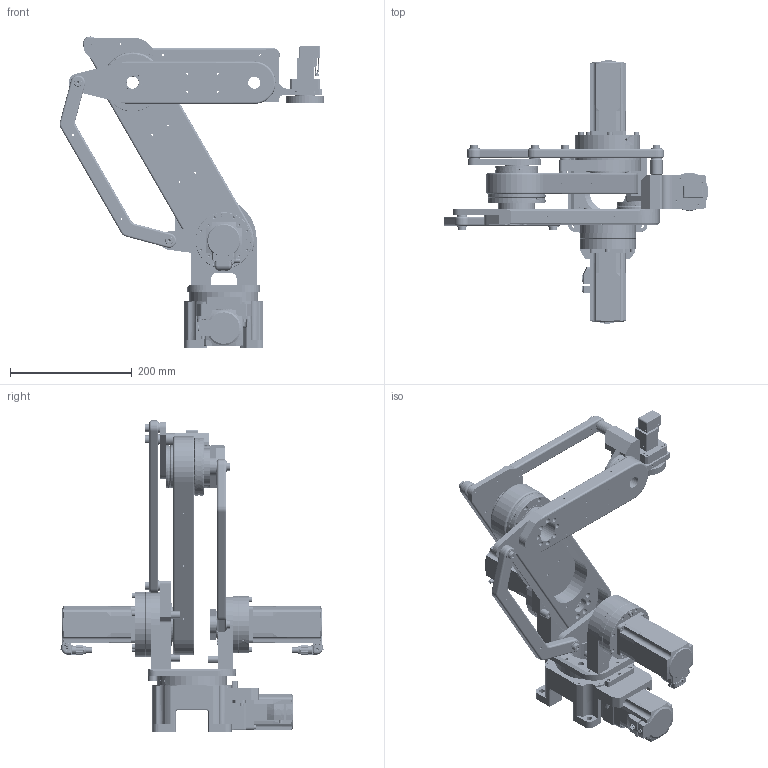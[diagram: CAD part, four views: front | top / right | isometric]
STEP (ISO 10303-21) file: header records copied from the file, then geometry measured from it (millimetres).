
FILE_DESCRIPTION (( 'STEP AP214' ), '1' );
FILE_NAME ('_____4axisGen2_230417(300200).STEP', '2024-03-08T00:31:57', ( '' ), ( '' ), 'SwSTEP 2.0', 'SolidWorks 2023', '' );
FILE_SCHEMA (( 'AUTOMOTIVE_DESIGN' ));
Length unit declared in the file: millimetre
Products named in the file (71): CRBFV2012ATUU_55^Copy (2) of CRBFV2012ATUU_PLAY_____4axisGen2_230417(580)_area; CRBFV2012ATUU_55^Copy of CRBFV2012ATUU_PLAY_____4axisGen2_230417(580)_area; Copy of ORME-B112-02^PLAY_____4axisGen2_230417(580)_area; outside_CSG-25-xxx-2UH-LW-SP-A_WG.STEP^outside_C007645_CSG-25-xxx-2UH-LW-SP-A.STEP______4axisGen2_230417(300300)_PLAY_____4axisGen2_230417(580)_area; Copy of OVR2-0122-00^PLAY_____4axisGen2_230417(580)_area; Copy (2) of ORME-B110-02^PLAY_____4axisGen2_230417(580)_area; Copy of CSF-8-100-2UP-SP-A^PLAY_____4axisGen2_230417(580)_area; outside_C006500_CSG-20-xx-2UH-LW-SP-B_fixed.STEP; Copy of ORME-A208-00^PLAY_____4axisGen2_230417(580)_area; CRBFV2012ATUU_42^Copy of CRBFV2012ATUU_PLAY_____4axisGen2_230417(580)_area; CRBFV3515ATUU_63^Copy of CRBFV3515ATUU_PLAY_____4axisGen2_230417(580)_area; _____4axisGen2_230417(300300)^PLAY_____4axisGen2_230417(580)_area; CRBFV2012ATUU_42^Copy (2) of CRBFV2012ATUU_PLAY_____4axisGen2_230417(580)_area; CRBFV2012ATUU_16^Copy of CRBFV2012ATUU_PLAY_____4axisGen2_230417(580)_area; CRBFV3515ATUU_65^Copy of CRBFV3515ATUU_PLAY_____4axisGen2_230417(580)_area; CRBFV2012ATUU_57^Copy of CRBFV2012ATUU_PLAY_____4axisGen2_230417(580)_area; CRBFV3515ATUU_45^Copy of CRBFV3515ATUU_PLAY_____4axisGen2_230417(580)_area; CRBFV3515ATUU_3^Copy of CRBFV3515ATUU_PLAY_____4axisGen2_230417(580)_area; CRBFV2012ATUU_3^Copy (2) of CRBFV2012ATUU_PLAY_____4axisGen2_230417(580)_area; CRBFV3515ATUU_17^Copy of CRBFV3515ATUU_PLAY_____4axisGen2_230417(580)_area; outside_CSG-25-xx-2UH-LW_output.STEP^outside_C007645_CSG-25-xxx-2UH-LW-SP-A.STEP______4axisGen2_230417(300300)_PLAY_____4axisGen2_230417(580)_area; DGB130R36-AZACL_BASE^DGB130_L; CRBFV2012ATUU_16^Copy (2) of CRBFV2012ATUU_PLAY_____4axisGen2_230417(580)_area; CRBFV2012ATUU_29^Copy of CRBFV2012ATUU_PLAY_____4axisGen2_230417(580)_area; CRBFV2012ATUU_57^Copy (2) of CRBFV2012ATUU_PLAY_____4axisGen2_230417(580)_area; UMBKS12_15_M4^_____4axisGen2_230417(300300)_PLAY_____4axisGen2_230417(580)_area; Copy of ORME-B115-00^PLAY_____4axisGen2_230417(580)_area; Copy of CRBFV2012ATUU^PLAY_____4axisGen2_230417(580)_area; outside_CSG-25-xxx-2UH-LW-SP-A_fixed.STEP^outside_C007645_CSG-25-xxx-2UH-LW-SP-A.STEP______4axisGen2_230417(300300)_PLAY_____4axisGen2_230417(580)_area; DGB130_L; Copy of ORME-B105-03_200armp1; Copy of ORME-B111-03^PLAY_____4axisGen2_230417(580)_area; CRBFV2012ATUU_59^Copy of CRBFV2012ATUU_PLAY_____4axisGen2_230417(580)_area; UMBYS15_8_M6_3^UMBYS15_8_M6______4axisGen2_230417(300300)_PLAY_____4axisGen2_230417(580)_area; azm66m0ch_F; CRBFV2012ATUU_29^Copy (2) of CRBFV2012ATUU_PLAY_____4axisGen2_230417(580)_area; UMBKS12_15_M4_3^UMBKS12_15_M4______4axisGen2_230417(300300)_PLAY_____4axisGen2_230417(580)_area; CRBFV3515ATUU_59^Copy of CRBFV3515ATUU_PLAY_____4axisGen2_230417(580)_area; ORME-B103-03^_____4axisGen2_230417(300300)_PLAY_____4axisGen2_230417(580)_area; outside_C006500_CSG-20-xxx-2UH-LW-SP-B.STEP ...
Assembly tree (229 placements, depth 5):
  _____4axisGen2_230417(300200)
    _____4axisGen2_230417(300300)^PLAY_____4axisGen2_230417(580)_area
      UMBYS15_8_M6^_____4axisGen2_230417(300300)_PLAY_____4axisGen2_230417(580)_area
        UMBYS15_8_M6_3^UMBYS15_8_M6______4axisGen2_230417(300300)_PLAY_____4axisGen2_230417(580)_area
        UMBYS15_8_M6_5^UMBYS15_8_M6______4axisGen2_230417(300300)_PLAY_____4axisGen2_230417(580)_area
      outside_C007645_CSG-25-xxx-2UH-LW-SP-A.STEP^_____4axisGen2_230417(300300)_PLAY_____4axisGen2_230417(580)_area
        outside_CSG-25-xxx-2UH-LW-SP-A_fixed.STEP^outside_C007645_CSG-25-xxx-2UH-LW-SP-A.STEP______4axisGen2_230417(300300)_PLAY_____4axisGen2_230417(580)_area
        outside_CSG-25-xx-2UH-LW_output.STEP^outside_C007645_CSG-25-xxx-2UH-LW-SP-A.STEP______4axisGen2_230417(300300)_PLAY_____4axisGen2_230417(580)_area
        outside_CSG-25-xxx-2UH-LW-SP-A_WG.STEP^outside_C007645_CSG-25-xxx-2UH-LW-SP-A.STEP______4axisGen2_230417(300300)_PLAY_____4axisGen2_230417(580)_area
      UMBKS12_15_M4^_____4axisGen2_230417(300300)_PLAY_____4axisGen2_230417(580)_area  x3
        UMBKS12_15_M4_3^UMBKS12_15_M4______4axisGen2_230417(300300)_PLAY_____4axisGen2_230417(580)_area
        UMBKS12_15_M4_5^UMBKS12_15_M4______4axisGen2_230417(300300)_PLAY_____4axisGen2_230417(580)_area
      ORME-B109-00^_____4axisGen2_230417(300300)_PLAY_____4axisGen2_230417(580)_area
      ORME-B114-00^_____4axisGen2_230417(300300)_PLAY_____4axisGen2_230417(580)_area
      ORME-B103-03^_____4axisGen2_230417(300300)_PLAY_____4axisGen2_230417(580)_area
      ORME-B113-00^_____4axisGen2_230417(300300)_PLAY_____4axisGen2_230417(580)_area
    Copy of CRBFV2012ATUU^PLAY_____4axisGen2_230417(580)_area
      CRBFV2012ATUU_3^Copy of CRBFV2012ATUU_PLAY_____4axisGen2_230417(580)_area  x12
      CRBFV2012ATUU_16^Copy of CRBFV2012ATUU_PLAY_____4axisGen2_230417(580)_area  x12
      CRBFV2012ATUU_29^Copy of CRBFV2012ATUU_PLAY_____4axisGen2_230417(580)_area  x12
      CRBFV2012ATUU_42^Copy of CRBFV2012ATUU_PLAY_____4axisGen2_230417(580)_area  x12
      CRBFV2012ATUU_55^Copy of CRBFV2012ATUU_PLAY_____4axisGen2_230417(580)_area
      CRBFV2012ATUU_57^Copy of CRBFV2012ATUU_PLAY_____4axisGen2_230417(580)_area
      CRBFV2012ATUU_59^Copy of CRBFV2012ATUU_PLAY_____4axisGen2_230417(580)_area
      CRBFV2012ATUU_61^Copy of CRBFV2012ATUU_PLAY_____4axisGen2_230417(580)_area
    Copy of CRBFV3515ATUU^PLAY_____4axisGen2_230417(580)_area
      CRBFV3515ATUU_3^Copy of CRBFV3515ATUU_PLAY_____4axisGen2_230417(580)_area  x13
      CRBFV3515ATUU_17^Copy of CRBFV3515ATUU_PLAY_____4axisGen2_230417(580)_area  x13
      CRBFV3515ATUU_31^Copy of CRBFV3515ATUU_PLAY_____4axisGen2_230417(580)_area  x13
      CRBFV3515ATUU_45^Copy of CRBFV3515ATUU_PLAY_____4axisGen2_230417(580)_area  x13
      CRBFV3515ATUU_59^Copy of CRBFV3515ATUU_PLAY_____4axisGen2_230417(580)_area
      CRBFV3515ATUU_61^Copy of CRBFV3515ATUU_PLAY_____4axisGen2_230417(580)_area
      CRBFV3515ATUU_63^Copy of CRBFV3515ATUU_PLAY_____4axisGen2_230417(580)_area
      CRBFV3515ATUU_65^Copy of CRBFV3515ATUU_PLAY_____4axisGen2_230417(580)_area
    Copy (2) of CRBFV2012ATUU^PLAY_____4axisGen2_230417(580)_area
      CRBFV2012ATUU_3^Copy (2) of CRBFV2012ATUU_PLAY_____4axisGen2_230417(580)_area  x12
      CRBFV2012ATUU_16^Copy (2) of CRBFV2012ATUU_PLAY_____4axisGen2_230417(580)_area  x12
      CRBFV2012ATUU_29^Copy (2) of CRBFV2012ATUU_PLAY_____4axisGen2_230417(580)_area  x12
      CRBFV2012ATUU_42^Copy (2) of CRBFV2012ATUU_PLAY_____4axisGen2_230417(580)_area  x12
      CRBFV2012ATUU_55^Copy (2) of CRBFV2012ATUU_PLAY_____4axisGen2_230417(580)_area
      CRBFV2012ATUU_57^Copy (2) of CRBFV2012ATUU_PLAY_____4axisGen2_230417(580)_area
      CRBFV2012ATUU_59^Copy (2) of CRBFV2012ATUU_PLAY_____4axisGen2_230417(580)_area
      CRBFV2012ATUU_61^Copy (2) of CRBFV2012ATUU_PLAY_____4axisGen2_230417(580)_area
    Copy of AASC8_20_25_0^PLAY_____4axisGen2_230417(580)_area
    Copy of ORME-B115-00^PLAY_____4axisGen2_230417(580)_area
    Copy of ORME-B104-03^PLAY_____4axisGen2_230417(580)_area
    Copy (2) of ORME-B110-02^PLAY_____4axisGen2_230417(580)_area
    Copy of ORME-B112-02^PLAY_____4axisGen2_230417(580)_area
    Copy of ORME-B111-03^PLAY_____4axisGen2_230417(580)_area
    Copy of ORME-B116-00^PLAY_____4axisGen2_230417(580)_area
    Copy of OVR2-0122-00^PLAY_____4axisGen2_230417(580)_area
    Copy of CSF-8-100-2UP-SP-A^PLAY_____4axisGen2_230417(580)_area
    Copy of OVR2-0167-02^PLAY_____4axisGen2_230417(580)_area
    Copy of ORME-A208-00^PLAY_____4axisGen2_230417(580)_area
    Copy of ORME-B107-02^PLAY_____4axisGen2_230417(580)_area
    AZM24AK
    DGB130_L
      DGB130R36-AZACL_BASE^DGB130_L
      DGB130R36-AZACL_MovingPart^DGB130_L
    azm66m0ch_F  x2
Bounding box: 435.78 x 434.8 x 511.81 mm (x, y, z)
Volume: 4001172.5 mm3; surface area: 994125.8 mm2
Topology: 219 solids, 224 shells, 8724 faces, 22014 edges, 14006 vertices
Faces by surface type: cylinder 3385, plane 2643, torus 1350, cone 978, bspline 355, sphere 13
Entity records: 244802 total; most frequent: CARTESIAN_POINT 79927, ORIENTED_EDGE 34236, DIRECTION 33881, EDGE_CURVE 17120, AXIS2_PLACEMENT_3D 13723, VERTEX_POINT 10993, EDGE_LOOP 7857, CIRCLE 7123
